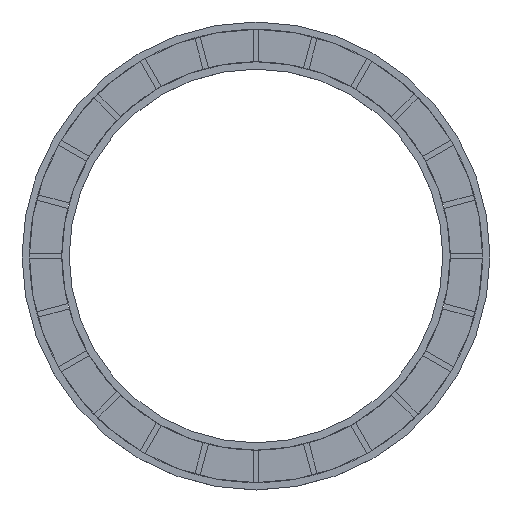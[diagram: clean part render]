
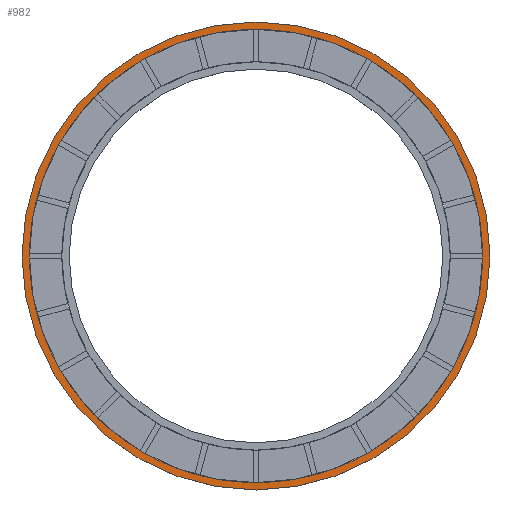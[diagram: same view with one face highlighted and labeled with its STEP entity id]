
A CAD part, top view. The second image highlights one B-rep face of the part: STEP entity #982.
In plain terms, the highlighted planar face has unit normal (0, 0, 1).
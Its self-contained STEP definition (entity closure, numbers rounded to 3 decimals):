
#982=ADVANCED_FACE('',(#1289,#1290),#1291,.T.);
#1289=FACE_BOUND('',#1893,.T.);
#1290=FACE_OUTER_BOUND('',#1894,.T.);
#1291=PLANE('',#1895);
#1893=EDGE_LOOP('',(#2521,#2522));
#1894=EDGE_LOOP('',(#2523,#2524));
#1895=AXIS2_PLACEMENT_3D('',#2525,#2526,#2527);
#2521=ORIENTED_EDGE('',*,*,#4593,.T.);
#2522=ORIENTED_EDGE('',*,*,#4594,.T.);
#2523=ORIENTED_EDGE('',*,*,#4597,.T.);
#2524=ORIENTED_EDGE('',*,*,#4587,.T.);
#2525=CARTESIAN_POINT('',(0.0,0.0,50.0));
#2526=DIRECTION('',(0.0,0.0,1.0));
#2527=DIRECTION('',(1.0,0.0,0.0));
#4587=EDGE_CURVE('',#5189,#5186,#5190,.T.);
#4593=EDGE_CURVE('',#5195,#5199,#5201,.T.);
#4594=EDGE_CURVE('',#5199,#5195,#5202,.T.);
#4597=EDGE_CURVE('',#5186,#5189,#5205,.T.);
#5186=VERTEX_POINT('',#6186);
#5189=VERTEX_POINT('',#6190);
#5190=CIRCLE('',#6191,1270.0);
#5195=VERTEX_POINT('',#6197);
#5199=VERTEX_POINT('',#6202);
#5201=CIRCLE('',#6205,1230.0);
#5202=CIRCLE('',#6206,1230.0);
#5205=CIRCLE('',#6209,1270.0);
#6186=CARTESIAN_POINT('',(1270.0,0.0,50.0));
#6190=CARTESIAN_POINT('',(-1270.0,0.,50.0));
#6191=AXIS2_PLACEMENT_3D('',#7579,#7580,#7581);
#6197=CARTESIAN_POINT('',(1230.0,0.0,50.0));
#6202=CARTESIAN_POINT('',(-1230.0,0.,50.0));
#6205=AXIS2_PLACEMENT_3D('',#7591,#7592,#7593);
#6206=AXIS2_PLACEMENT_3D('',#7594,#7595,#7596);
#6209=AXIS2_PLACEMENT_3D('',#7603,#7604,#7605);
#7579=CARTESIAN_POINT('',(0.0,0.0,50.0));
#7580=DIRECTION('',(0.0,0.0,1.0));
#7581=DIRECTION('',(1.0,0.0,0.0));
#7591=CARTESIAN_POINT('',(0.0,0.0,50.0));
#7592=DIRECTION('',(0.0,0.0,-1.0));
#7593=DIRECTION('',(1.0,0.0,0.0));
#7594=CARTESIAN_POINT('',(0.0,0.0,50.0));
#7595=DIRECTION('',(0.0,0.0,-1.0));
#7596=DIRECTION('',(1.0,0.0,0.0));
#7603=CARTESIAN_POINT('',(0.0,0.0,50.0));
#7604=DIRECTION('',(0.0,0.0,1.0));
#7605=DIRECTION('',(1.0,0.0,0.0));
